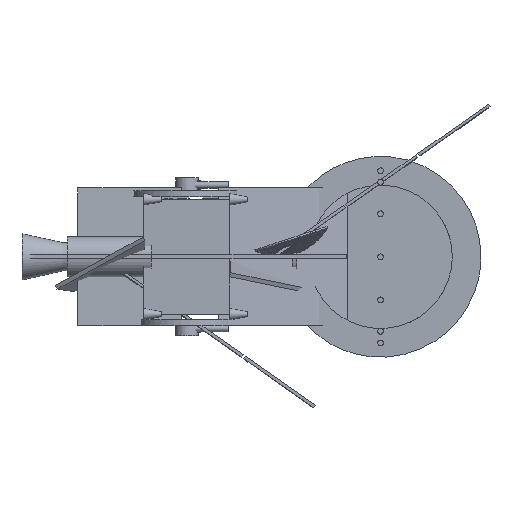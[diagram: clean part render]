
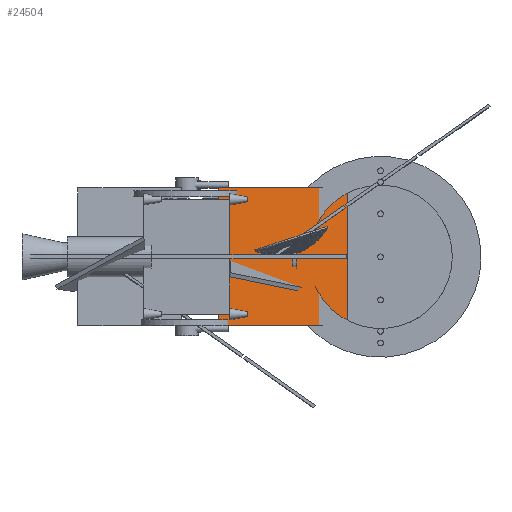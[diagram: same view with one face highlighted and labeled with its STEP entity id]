
A CAD part, front view. The second image highlights one B-rep face of the part: STEP entity #24504.
In plain terms, the highlighted free-form (B-spline) face has degree [1, 1] with [2, 2] control points.
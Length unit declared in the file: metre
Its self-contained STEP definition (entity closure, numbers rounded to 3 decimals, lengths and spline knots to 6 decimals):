
#24504 = ADVANCED_FACE('',(#24505),#24518,.F.);
#24505 = FACE_BOUND('',#24506,.F.);
#24506 = EDGE_LOOP('',(#24507,#24541,#24568,#24595));
#24507 = ORIENTED_EDGE('',*,*,#24508,.T.);
#24508 = EDGE_CURVE('',#24509,#24511,#24513,.T.);
#24509 = VERTEX_POINT('',#24510);
#24510 = CARTESIAN_POINT('',(22.,-21.6,-48.));
#24511 = VERTEX_POINT('',#24512);
#24512 = CARTESIAN_POINT('',(22.,-21.6,48.));
#24513 = SURFACE_CURVE('',#24514,(#24517,#24529),.PCURVE_S1.);
#24514 = B_SPLINE_CURVE_WITH_KNOTS('',1,(#24515,#24516),.UNSPECIFIED.,
  .F.,.F.,(2,2),(0.,96.),.PIECEWISE_BEZIER_KNOTS.);
#24515 = CARTESIAN_POINT('',(22.,-21.6,-48.));
#24516 = CARTESIAN_POINT('',(22.,-21.6,48.));
#24517 = PCURVE('',#24518,#24523);
#24518 = B_SPLINE_SURFACE_WITH_KNOTS('',1,1,(
    (#24519,#24520)
    ,(#24521,#24522
    )),.UNSPECIFIED.,.F.,.F.,.F.,(2,2),(2,2),(0.,91.446378),(-96.,
    0.),.PIECEWISE_BEZIER_KNOTS.);
#24519 = CARTESIAN_POINT('',(22.,-21.6,48.));
#24520 = CARTESIAN_POINT('',(22.,-21.6,-48.));
#24521 = CARTESIAN_POINT('',(112.,-5.4,48.));
#24522 = CARTESIAN_POINT('',(112.,-5.4,-48.));
#24523 = DEFINITIONAL_REPRESENTATION('',(#24524),#24528);
#24524 = B_SPLINE_CURVE_WITH_KNOTS('',2,(#24525,#24526,#24527),
  .UNSPECIFIED.,.F.,.F.,(3,3),(0.,96.),.PIECEWISE_BEZIER_KNOTS.);
#24525 = CARTESIAN_POINT('',(0.,0.));
#24526 = CARTESIAN_POINT('',(0.,-48.));
#24527 = CARTESIAN_POINT('',(0.,-96.));
#24528 = ( GEOMETRIC_REPRESENTATION_CONTEXT(2) 
PARAMETRIC_REPRESENTATION_CONTEXT() REPRESENTATION_CONTEXT('2D SPACE',''
  ) );
#24529 = PCURVE('',#24530,#24535);
#24530 = B_SPLINE_SURFACE_WITH_KNOTS('',1,1,(
    (#24531,#24532)
    ,(#24533,#24534
    )),.UNSPECIFIED.,.F.,.F.,.F.,(2,2),(2,2),(0.,43.2),(-96.,0.),
  .PIECEWISE_BEZIER_KNOTS.);
#24531 = CARTESIAN_POINT('',(22.,21.6,48.));
#24532 = CARTESIAN_POINT('',(22.,21.6,-48.));
#24533 = CARTESIAN_POINT('',(22.,-21.6,48.));
#24534 = CARTESIAN_POINT('',(22.,-21.6,-48.));
#24535 = DEFINITIONAL_REPRESENTATION('',(#24536),#24540);
#24536 = B_SPLINE_CURVE_WITH_KNOTS('',2,(#24537,#24538,#24539),
  .UNSPECIFIED.,.F.,.F.,(3,3),(0.,96.),.PIECEWISE_BEZIER_KNOTS.);
#24537 = CARTESIAN_POINT('',(43.2,0.));
#24538 = CARTESIAN_POINT('',(43.2,-48.));
#24539 = CARTESIAN_POINT('',(43.2,-96.));
#24540 = ( GEOMETRIC_REPRESENTATION_CONTEXT(2) 
PARAMETRIC_REPRESENTATION_CONTEXT() REPRESENTATION_CONTEXT('2D SPACE',''
  ) );
#24541 = ORIENTED_EDGE('',*,*,#24542,.T.);
#24542 = EDGE_CURVE('',#24511,#24543,#24545,.T.);
#24543 = VERTEX_POINT('',#24544);
#24544 = CARTESIAN_POINT('',(112.,-5.4,48.));
#24545 = SURFACE_CURVE('',#24546,(#24549,#24556),.PCURVE_S1.);
#24546 = B_SPLINE_CURVE_WITH_KNOTS('',1,(#24547,#24548),.UNSPECIFIED.,
  .F.,.F.,(2,2),(0.,91.446378),.PIECEWISE_BEZIER_KNOTS.);
#24547 = CARTESIAN_POINT('',(22.,-21.6,48.));
#24548 = CARTESIAN_POINT('',(112.,-5.4,48.));
#24549 = PCURVE('',#24518,#24550);
#24550 = DEFINITIONAL_REPRESENTATION('',(#24551),#24555);
#24551 = B_SPLINE_CURVE_WITH_KNOTS('',2,(#24552,#24553,#24554),
  .UNSPECIFIED.,.F.,.F.,(3,3),(0.,91.446378),
  .PIECEWISE_BEZIER_KNOTS.);
#24552 = CARTESIAN_POINT('',(0.,-96.));
#24553 = CARTESIAN_POINT('',(45.723,-96.));
#24554 = CARTESIAN_POINT('',(91.446,-96.));
#24555 = ( GEOMETRIC_REPRESENTATION_CONTEXT(2) 
PARAMETRIC_REPRESENTATION_CONTEXT() REPRESENTATION_CONTEXT('2D SPACE',''
  ) );
#24556 = PCURVE('',#24557,#24562);
#24557 = B_SPLINE_SURFACE_WITH_KNOTS('',1,1,(
    (#24558,#24559)
    ,(#24560,#24561
    )),.UNSPECIFIED.,.F.,.F.,.F.,(2,2),(2,2),(-38.845316,
    51.154684),(-21.6,21.6),.PIECEWISE_BEZIER_KNOTS.);
#24558 = CARTESIAN_POINT('',(22.,-21.6,48.));
#24559 = CARTESIAN_POINT('',(22.,21.6,48.));
#24560 = CARTESIAN_POINT('',(112.,-21.6,48.));
#24561 = CARTESIAN_POINT('',(112.,21.6,48.));
#24562 = DEFINITIONAL_REPRESENTATION('',(#24563),#24567);
#24563 = B_SPLINE_CURVE_WITH_KNOTS('',2,(#24564,#24565,#24566),
  .UNSPECIFIED.,.F.,.F.,(3,3),(0.,91.446378),
  .PIECEWISE_BEZIER_KNOTS.);
#24564 = CARTESIAN_POINT('',(-38.845,-21.6));
#24565 = CARTESIAN_POINT('',(6.155,-13.5));
#24566 = CARTESIAN_POINT('',(51.155,-5.4));
#24567 = ( GEOMETRIC_REPRESENTATION_CONTEXT(2) 
PARAMETRIC_REPRESENTATION_CONTEXT() REPRESENTATION_CONTEXT('2D SPACE',''
  ) );
#24568 = ORIENTED_EDGE('',*,*,#24569,.F.);
#24569 = EDGE_CURVE('',#24570,#24543,#24572,.T.);
#24570 = VERTEX_POINT('',#24571);
#24571 = CARTESIAN_POINT('',(112.,-5.4,-48.));
#24572 = SURFACE_CURVE('',#24573,(#24576,#24583),.PCURVE_S1.);
#24573 = B_SPLINE_CURVE_WITH_KNOTS('',1,(#24574,#24575),.UNSPECIFIED.,
  .F.,.F.,(2,2),(0.,96.),.PIECEWISE_BEZIER_KNOTS.);
#24574 = CARTESIAN_POINT('',(112.,-5.4,-48.));
#24575 = CARTESIAN_POINT('',(112.,-5.4,48.));
#24576 = PCURVE('',#24518,#24577);
#24577 = DEFINITIONAL_REPRESENTATION('',(#24578),#24582);
#24578 = B_SPLINE_CURVE_WITH_KNOTS('',2,(#24579,#24580,#24581),
  .UNSPECIFIED.,.F.,.F.,(3,3),(0.,96.),.PIECEWISE_BEZIER_KNOTS.);
#24579 = CARTESIAN_POINT('',(91.446,0.));
#24580 = CARTESIAN_POINT('',(91.446,-48.));
#24581 = CARTESIAN_POINT('',(91.446,-96.));
#24582 = ( GEOMETRIC_REPRESENTATION_CONTEXT(2) 
PARAMETRIC_REPRESENTATION_CONTEXT() REPRESENTATION_CONTEXT('2D SPACE',''
  ) );
#24583 = PCURVE('',#24584,#24589);
#24584 = B_SPLINE_SURFACE_WITH_KNOTS('',1,1,(
    (#24585,#24586)
    ,(#24587,#24588
    )),.UNSPECIFIED.,.F.,.F.,.F.,(2,2),(2,2),(0.,10.8),(-96.,0.),
  .PIECEWISE_BEZIER_KNOTS.);
#24585 = CARTESIAN_POINT('',(112.,-5.4,48.));
#24586 = CARTESIAN_POINT('',(112.,-5.4,-48.));
#24587 = CARTESIAN_POINT('',(112.,5.4,48.));
#24588 = CARTESIAN_POINT('',(112.,5.4,-48.));
#24589 = DEFINITIONAL_REPRESENTATION('',(#24590),#24594);
#24590 = B_SPLINE_CURVE_WITH_KNOTS('',2,(#24591,#24592,#24593),
  .UNSPECIFIED.,.F.,.F.,(3,3),(0.,96.),.PIECEWISE_BEZIER_KNOTS.);
#24591 = CARTESIAN_POINT('',(0.,0.));
#24592 = CARTESIAN_POINT('',(0.,-48.));
#24593 = CARTESIAN_POINT('',(0.,-96.));
#24594 = ( GEOMETRIC_REPRESENTATION_CONTEXT(2) 
PARAMETRIC_REPRESENTATION_CONTEXT() REPRESENTATION_CONTEXT('2D SPACE',''
  ) );
#24595 = ORIENTED_EDGE('',*,*,#24596,.F.);
#24596 = EDGE_CURVE('',#24509,#24570,#24597,.T.);
#24597 = SURFACE_CURVE('',#24598,(#24601,#24608),.PCURVE_S1.);
#24598 = B_SPLINE_CURVE_WITH_KNOTS('',1,(#24599,#24600),.UNSPECIFIED.,
  .F.,.F.,(2,2),(0.,91.446378),.PIECEWISE_BEZIER_KNOTS.);
#24599 = CARTESIAN_POINT('',(22.,-21.6,-48.));
#24600 = CARTESIAN_POINT('',(112.,-5.4,-48.));
#24601 = PCURVE('',#24518,#24602);
#24602 = DEFINITIONAL_REPRESENTATION('',(#24603),#24607);
#24603 = B_SPLINE_CURVE_WITH_KNOTS('',2,(#24604,#24605,#24606),
  .UNSPECIFIED.,.F.,.F.,(3,3),(0.,91.446378),
  .PIECEWISE_BEZIER_KNOTS.);
#24604 = CARTESIAN_POINT('',(0.,0.));
#24605 = CARTESIAN_POINT('',(45.723,0.));
#24606 = CARTESIAN_POINT('',(91.446,0.));
#24607 = ( GEOMETRIC_REPRESENTATION_CONTEXT(2) 
PARAMETRIC_REPRESENTATION_CONTEXT() REPRESENTATION_CONTEXT('2D SPACE',''
  ) );
#24608 = PCURVE('',#24609,#24614);
#24609 = B_SPLINE_SURFACE_WITH_KNOTS('',1,1,(
    (#24610,#24611)
    ,(#24612,#24613
    )),.UNSPECIFIED.,.F.,.F.,.F.,(2,2),(2,2),(-38.845316,
    51.154684),(-21.6,21.6),.PIECEWISE_BEZIER_KNOTS.);
#24610 = CARTESIAN_POINT('',(22.,-21.6,-48.));
#24611 = CARTESIAN_POINT('',(22.,21.6,-48.));
#24612 = CARTESIAN_POINT('',(112.,-21.6,-48.));
#24613 = CARTESIAN_POINT('',(112.,21.6,-48.));
#24614 = DEFINITIONAL_REPRESENTATION('',(#24615),#24619);
#24615 = B_SPLINE_CURVE_WITH_KNOTS('',2,(#24616,#24617,#24618),
  .UNSPECIFIED.,.F.,.F.,(3,3),(0.,91.446378),
  .PIECEWISE_BEZIER_KNOTS.);
#24616 = CARTESIAN_POINT('',(-38.845,-21.6));
#24617 = CARTESIAN_POINT('',(6.155,-13.5));
#24618 = CARTESIAN_POINT('',(51.155,-5.4));
#24619 = ( GEOMETRIC_REPRESENTATION_CONTEXT(2) 
PARAMETRIC_REPRESENTATION_CONTEXT() REPRESENTATION_CONTEXT('2D SPACE',''
  ) );
